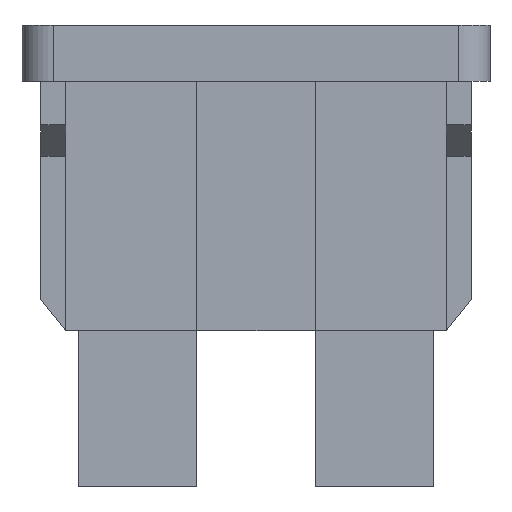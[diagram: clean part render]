
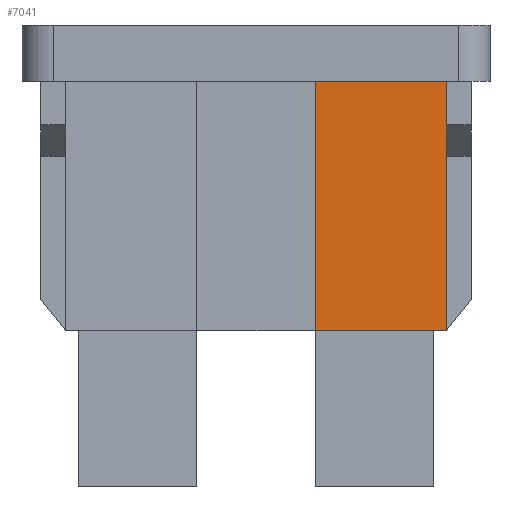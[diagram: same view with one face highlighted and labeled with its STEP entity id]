
A CAD part, front view. The second image highlights one B-rep face of the part: STEP entity #7041.
In plain terms, the highlighted planar face has unit normal (0, -1, 0).
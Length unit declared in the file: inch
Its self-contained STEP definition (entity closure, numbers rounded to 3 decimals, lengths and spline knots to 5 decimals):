
#360 = ORIENTED_EDGE ( 'NONE', *, *, #4525, .T. ) ;
#526 = CARTESIAN_POINT ( 'NONE',  ( 0.68, 0.0675, -0.4 ) ) ;
#735 = DIRECTION ( 'NONE',  ( 0., 0., 1. ) ) ;
#736 = AXIS2_PLACEMENT_3D ( 'NONE', #2895, #6334, #735 ) ;
#836 = ORIENTED_EDGE ( 'NONE', *, *, #6233, .T. ) ;
#1037 = EDGE_CURVE ( 'NONE', #7219, #5876, #2112, .T. ) ;
#1235 = DIRECTION ( 'NONE',  ( -1., 0., 0. ) ) ;
#1299 = LINE ( 'NONE', #5821, #3011 ) ;
#1837 = DIRECTION ( 'NONE',  ( 0., 0., 1. ) ) ;
#2005 = CARTESIAN_POINT ( 'NONE',  ( 0.68, 0.0675, -0.4 ) ) ;
#2046 = CARTESIAN_POINT ( 'NONE',  ( 0.68, 0.0675, -0.4 ) ) ;
#2100 = VERTEX_POINT ( 'NONE', #3456 ) ;
#2112 = LINE ( 'NONE', #526, #5493 ) ;
#2210 = PLANE ( 'NONE',  #736 ) ;
#2381 = CARTESIAN_POINT ( 'NONE',  ( 0.68, 0.0675, 0. ) ) ;
#2546 = LINE ( 'NONE', #2005, #6127 ) ;
#2895 = CARTESIAN_POINT ( 'NONE',  ( 0.68, 0.0675, -0.4 ) ) ;
#3011 = VECTOR ( 'NONE', #5271, 39.37008 ) ;
#3239 = ORIENTED_EDGE ( 'NONE', *, *, #1037, .F. ) ;
#3381 = CARTESIAN_POINT ( 'NONE',  ( 0.47, 0.0675, 0. ) ) ;
#3456 = CARTESIAN_POINT ( 'NONE',  ( 0.68, 0.0675, -0.10864 ) ) ;
#3480 = LINE ( 'NONE', #6316, #6141 ) ;
#3563 = EDGE_CURVE ( 'NONE', #7219, #2100, #1299, .T. ) ;
#3876 = FACE_OUTER_BOUND ( 'NONE', #5291, .T. ) ;
#3939 = DIRECTION ( 'NONE',  ( -1., 0., 0. ) ) ;
#4224 = VERTEX_POINT ( 'NONE', #2381 ) ;
#4282 = DIRECTION ( 'NONE',  ( 0., 0., 1. ) ) ;
#4525 = EDGE_CURVE ( 'NONE', #2100, #4224, #2546, .T. ) ;
#4800 = LINE ( 'NONE', #5770, #5560 ) ;
#5060 = ORIENTED_EDGE ( 'NONE', *, *, #3563, .T. ) ;
#5063 = EDGE_CURVE ( 'NONE', #5876, #6985, #4800, .T. ) ;
#5271 = DIRECTION ( 'NONE',  ( 0., 0., 1. ) ) ;
#5291 = EDGE_LOOP ( 'NONE', ( #836, #5385, #3239, #5060, #360 ) ) ;
#5385 = ORIENTED_EDGE ( 'NONE', *, *, #5063, .F. ) ;
#5493 = VECTOR ( 'NONE', #3939, 39.37008 ) ;
#5560 = VECTOR ( 'NONE', #1837, 39.37008 ) ;
#5592 = CARTESIAN_POINT ( 'NONE',  ( 0.47, 0.0675, -0.4 ) ) ;
#5770 = CARTESIAN_POINT ( 'NONE',  ( 0.47, 0.0675, -0.4 ) ) ;
#5821 = CARTESIAN_POINT ( 'NONE',  ( 0.68, 0.0675, -0.4 ) ) ;
#5876 = VERTEX_POINT ( 'NONE', #5592 ) ;
#6127 = VECTOR ( 'NONE', #4282, 39.37008 ) ;
#6141 = VECTOR ( 'NONE', #1235, 39.37008 ) ;
#6233 = EDGE_CURVE ( 'NONE', #4224, #6985, #3480, .T. ) ;
#6316 = CARTESIAN_POINT ( 'NONE',  ( 0.68, 0.0675, 0. ) ) ;
#6334 = DIRECTION ( 'NONE',  ( 0., 1., 0. ) ) ;
#6985 = VERTEX_POINT ( 'NONE', #3381 ) ;
#7041 = ADVANCED_FACE ( 'NONE', ( #3876 ), #2210, .F. ) ;
#7219 = VERTEX_POINT ( 'NONE', #2046 ) ;
